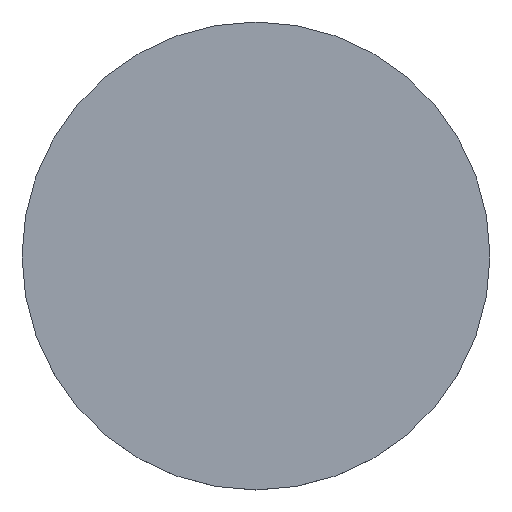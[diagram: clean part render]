
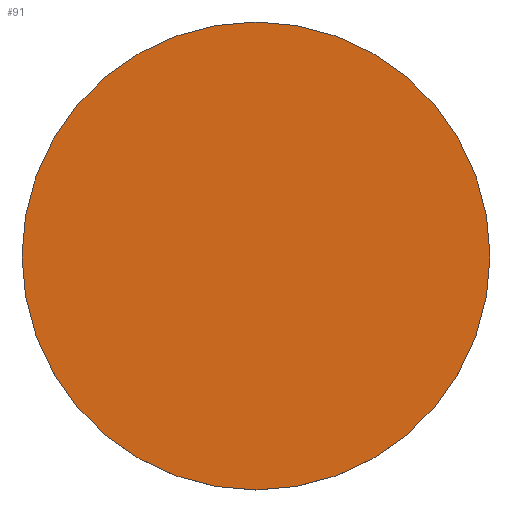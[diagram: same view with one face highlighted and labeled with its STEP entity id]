
A CAD part, top view. The second image highlights one B-rep face of the part: STEP entity #91.
In plain terms, the highlighted planar face has unit normal (0, 0, 1).
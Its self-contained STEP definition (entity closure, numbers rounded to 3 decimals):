
#3 = CARTESIAN_POINT ( 'NONE',  ( -37.5, 0., 4. ) ) ;
#18 = VERTEX_POINT ( 'NONE', #38 ) ;
#21 = CARTESIAN_POINT ( 'NONE',  ( 0., 0., 4. ) ) ;
#23 = EDGE_LOOP ( 'NONE', ( #82, #122 ) ) ;
#33 = AXIS2_PLACEMENT_3D ( 'NONE', #21, #34, #109 ) ;
#34 = DIRECTION ( 'NONE',  ( 0., 0., 1. ) ) ;
#38 = CARTESIAN_POINT ( 'NONE',  ( 37.5, 0., 4. ) ) ;
#43 = EDGE_CURVE ( 'NONE', #18, #126, #85, .T. ) ;
#45 = CARTESIAN_POINT ( 'NONE',  ( 0., 0., 4. ) ) ;
#68 = CARTESIAN_POINT ( 'NONE',  ( 0., 0., 4. ) ) ;
#71 = PLANE ( 'NONE',  #89 ) ;
#79 = AXIS2_PLACEMENT_3D ( 'NONE', #45, #80, #150 ) ;
#80 = DIRECTION ( 'NONE',  ( 0., 0., 1. ) ) ;
#82 = ORIENTED_EDGE ( 'NONE', *, *, #111, .T. ) ;
#83 = DIRECTION ( 'NONE',  ( 1., 0., 0. ) ) ;
#85 = CIRCLE ( 'NONE', #79, 37.5 ) ;
#88 = CIRCLE ( 'NONE', #33, 37.5 ) ;
#89 = AXIS2_PLACEMENT_3D ( 'NONE', #68, #133, #83 ) ;
#91 = ADVANCED_FACE ( 'NONE', ( #112 ), #71, .T. ) ;
#109 = DIRECTION ( 'NONE',  ( 1., 0., 0. ) ) ;
#111 = EDGE_CURVE ( 'NONE', #126, #18, #88, .T. ) ;
#112 = FACE_OUTER_BOUND ( 'NONE', #23, .T. ) ;
#122 = ORIENTED_EDGE ( 'NONE', *, *, #43, .T. ) ;
#126 = VERTEX_POINT ( 'NONE', #3 ) ;
#133 = DIRECTION ( 'NONE',  ( 0., 0., 1. ) ) ;
#150 = DIRECTION ( 'NONE',  ( 1., 0., 0. ) ) ;
